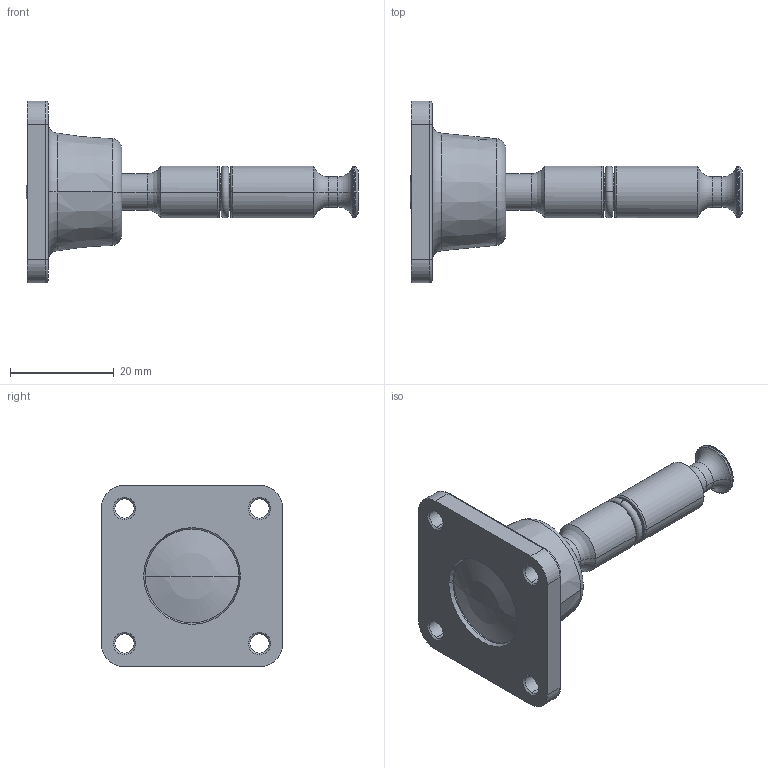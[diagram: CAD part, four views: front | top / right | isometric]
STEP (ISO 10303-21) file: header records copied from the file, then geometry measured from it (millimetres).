
FILE_DESCRIPTION((''),'2;1');
FILE_NAME('212886_ASM','2019-11-07T11:00:12',('pdmadmin'),('BANNER ENGINEERING'),'CREO PARAMETRIC BY PTC INC, 2018300','CREO PARAMETRIC BY PTC INC, 2018300','');
FILE_SCHEMA(('CONFIG_CONTROL_DESIGN'));
Length unit declared in the file: millimetre
Products named in the file (6): 3912001275_1_1; 3912001275_1_2; 3912001275_1_3; 3912001275_1_ASM; 48556---SI-QM-90A_ASM; 212886_ASM
Assembly tree (5 placements, depth 4):
  212886_ASM
    48556---SI-QM-90A_ASM
      3912001275_1_ASM
        3912001275_1_1
        3912001275_1_2
        3912001275_1_3
Bounding box: 63.94 x 35 x 35 mm (x, y, z)
Volume: 10277.2 mm3; surface area: 7215.4 mm2
Topology: 3 solids, 3 shells, 125 faces, 314 edges, 199 vertices
Faces by surface type: cylinder 46, torus 32, cone 26, plane 17, sphere 4
Entity records: 4003 total; most frequent: DIRECTION 812, CARTESIAN_POINT 647, ORIENTED_EDGE 616, AXIS2_PLACEMENT_3D 364, EDGE_CURVE 308, CIRCLE 224, VERTEX_POINT 199, EDGE_LOOP 145
